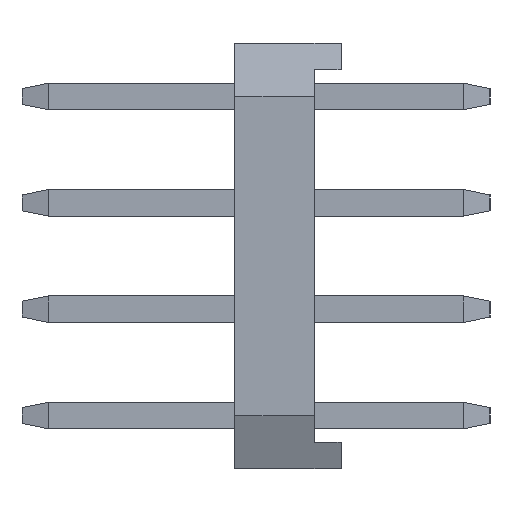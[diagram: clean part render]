
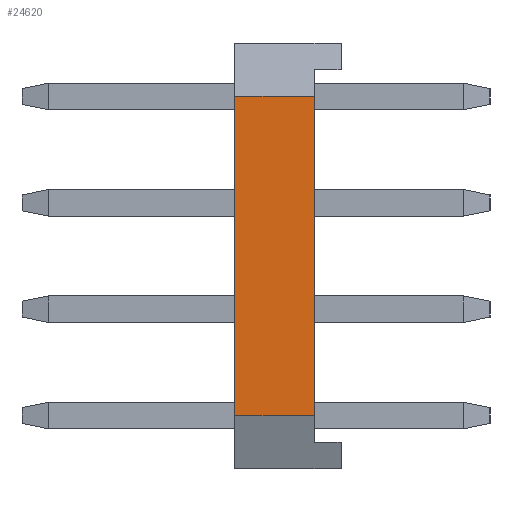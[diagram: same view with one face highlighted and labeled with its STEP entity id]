
A CAD part, left-side view. The second image highlights one B-rep face of the part: STEP entity #24620.
In plain terms, the highlighted planar face has unit normal (-1, 0, 0).
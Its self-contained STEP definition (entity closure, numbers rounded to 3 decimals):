
#14393=CARTESIAN_POINT('',(-1.,0.5,-3.));
#14394=VERTEX_POINT('',#14393);
#14401=CARTESIAN_POINT('',(-1.,2.,-3.));
#14402=VERTEX_POINT('',#14401);
#14403=CARTESIAN_POINT('',(-1.,0.5,-3.));
#14404=DIRECTION('',(0.,1.,0.));
#14405=VECTOR('',#14404,1.5);
#14406=LINE('',#14403,#14405);
#14407=EDGE_CURVE('',#14394,#14402,#14406,.T.);
#24574=CARTESIAN_POINT('',(-1.,2.,3.));
#24575=VERTEX_POINT('',#24574);
#24582=CARTESIAN_POINT('',(-1.,0.5,3.));
#24583=VERTEX_POINT('',#24582);
#24584=CARTESIAN_POINT('',(-1.,2.,3.));
#24585=DIRECTION('',(0.,-1.,0.));
#24586=VECTOR('',#24585,1.5);
#24587=LINE('',#24584,#24586);
#24588=EDGE_CURVE('',#24575,#24583,#24587,.T.);
#24599=CARTESIAN_POINT('',(-1.,0.,-4.));
#24600=DIRECTION('',(0.,0.,1.));
#24601=DIRECTION('',(-1.,0.,0.));
#24602=AXIS2_PLACEMENT_3D('',#24599,#24601,#24600);
#24603=PLANE('',#24602);
#24604=ORIENTED_EDGE('',*,*,#24588,.F.);
#24605=CARTESIAN_POINT('',(-1.,2.,-3.));
#24606=DIRECTION('',(0.,0.,1.));
#24607=VECTOR('',#24606,6.);
#24608=LINE('',#24605,#24607);
#24609=EDGE_CURVE('',#14402,#24575,#24608,.T.);
#24610=ORIENTED_EDGE('',*,*,#24609,.F.);
#24611=ORIENTED_EDGE('',*,*,#14407,.F.);
#24612=CARTESIAN_POINT('',(-1.,0.5,3.));
#24613=DIRECTION('',(0.,0.,-1.));
#24614=VECTOR('',#24613,6.);
#24615=LINE('',#24612,#24614);
#24616=EDGE_CURVE('',#24583,#14394,#24615,.T.);
#24617=ORIENTED_EDGE('',*,*,#24616,.F.);
#24618=EDGE_LOOP('',(#24604,#24610,#24611,#24617));
#24619=FACE_OUTER_BOUND('',#24618,.T.);
#24620=ADVANCED_FACE('',(#24619),#24603,.T.);
